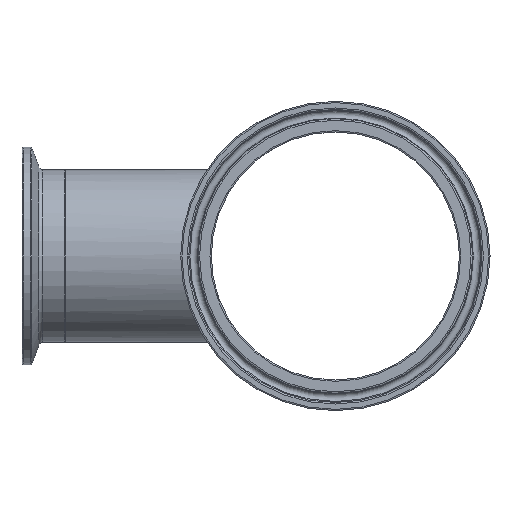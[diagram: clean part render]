
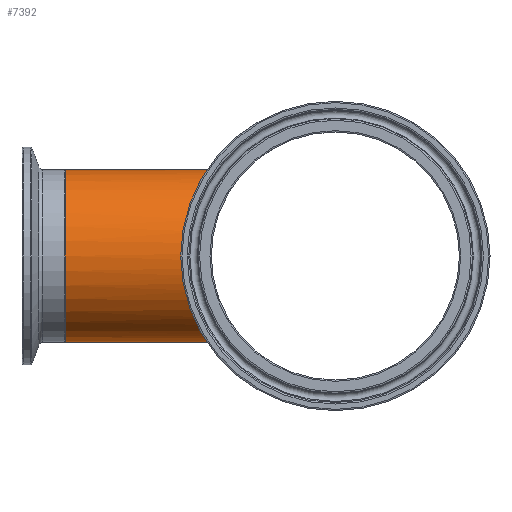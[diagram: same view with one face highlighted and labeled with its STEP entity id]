
A CAD part, left-side view. The second image highlights one B-rep face of the part: STEP entity #7392.
In plain terms, the highlighted cylindrical face has radius 25.4 mm (diameter 50.8 mm), a full revolution.
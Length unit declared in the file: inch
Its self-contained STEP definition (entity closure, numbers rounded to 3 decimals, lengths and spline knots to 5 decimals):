
#210=FACE_BOUND('',#1445,.T.);
#982=FACE_OUTER_BOUND('',#1444,.T.);
#1444=EDGE_LOOP('',(#6856));
#1445=EDGE_LOOP('',(#6857));
#1921=B_SPLINE_CURVE_WITH_KNOTS('',3,(#16136,#16137,#16138,#16139,#16140,
#16141,#16142,#16143,#16144,#16145,#16146,#16147,#16148,#16149,#16150,#16151,
#16152,#16153,#16154,#16155,#16156,#16157,#16158,#16159,#16160),
 .UNSPECIFIED.,.T.,.F.,(4,1,1,1,1,1,1,1,1,1,1,1,1,1,1,1,1,1,1,1,1,1,4),
(0.,0.56948,1.13896,2.27791,2.84739,
3.41687,3.98635,4.55583,5.31513,6.07444,
6.83374,7.59305,8.35235,9.11165,9.87096,
10.63026,11.38957,12.14887,12.90818,13.66748,
14.80644,15.37592,15.9454),.UNSPECIFIED.);
#3001=CIRCLE('',#7805,1.);
#3729=VERTEX_POINT('',#16004);
#3731=VERTEX_POINT('',#16134);
#4791=EDGE_CURVE('',#3729,#3729,#3001,.T.);
#4794=EDGE_CURVE('',#3731,#3731,#1921,.T.);
#6856=ORIENTED_EDGE('',*,*,#4791,.T.);
#6857=ORIENTED_EDGE('',*,*,#4794,.F.);
#7009=CYLINDRICAL_SURFACE('',#7809,1.);
#7392=ADVANCED_FACE('',(#982,#210),#7009,.T.);
#7805=AXIS2_PLACEMENT_3D('',#16005,#9106,#9107);
#7809=AXIS2_PLACEMENT_3D('',#16161,#9114,#9115);
#9106=DIRECTION('center_axis',(0.,-1.,0.));
#9107=DIRECTION('ref_axis',(1.,0.,0.));
#9114=DIRECTION('center_axis',(0.,-1.,0.));
#9115=DIRECTION('ref_axis',(1.,0.,0.));
#16004=CARTESIAN_POINT('',(-1.,3.125,0.));
#16005=CARTESIAN_POINT('Origin',(0.,3.125,0.));
#16134=CARTESIAN_POINT('',(0.,1.14564,1.));
#16136=CARTESIAN_POINT('Ctrl Pts',(0.,1.14562,
1.00001));
#16137=CARTESIAN_POINT('Ctrl Pts',(-0.07756,1.14562,
1.00001));
#16138=CARTESIAN_POINT('Ctrl Pts',(-0.23268,1.16412,
0.98164));
#16139=CARTESIAN_POINT('Ctrl Pts',(-0.51473,1.25764,0.87912));
#16140=CARTESIAN_POINT('Ctrl Pts',(-0.74301,1.38812,
0.69645));
#16141=CARTESIAN_POINT('Ctrl Pts',(-0.90353,1.49386,
0.44789));
#16142=CARTESIAN_POINT('Ctrl Pts',(-0.9817,1.54924,
0.23271));
#16143=CARTESIAN_POINT('Ctrl Pts',(-1.00917,1.56915,0.00005));
#16144=CARTESIAN_POINT('Ctrl Pts',(-0.97865,1.54699,
-0.25876));
#16145=CARTESIAN_POINT('Ctrl Pts',(-0.87271,1.47221,
-0.5176));
#16146=CARTESIAN_POINT('Ctrl Pts',(-0.68752,1.35433,
-0.74502));
#16147=CARTESIAN_POINT('Ctrl Pts',(-0.4481,1.23195,
-0.90987));
#16148=CARTESIAN_POINT('Ctrl Pts',(-0.1589,1.14219,
-1.00377));
#16149=CARTESIAN_POINT('Ctrl Pts',(0.15892,1.14219,-1.00377));
#16150=CARTESIAN_POINT('Ctrl Pts',(0.44812,1.23194,-0.90986));
#16151=CARTESIAN_POINT('Ctrl Pts',(0.68754,1.35435,-0.74502));
#16152=CARTESIAN_POINT('Ctrl Pts',(0.87268,1.47219,-0.51756));
#16153=CARTESIAN_POINT('Ctrl Pts',(0.98839,1.55385,-0.23524));
#16154=CARTESIAN_POINT('Ctrl Pts',(1.01333,1.57232,0.07947));
#16155=CARTESIAN_POINT('Ctrl Pts',(0.94055,1.51929,0.3825));
#16156=CARTESIAN_POINT('Ctrl Pts',(0.762,1.39889,0.68136));
#16157=CARTESIAN_POINT('Ctrl Pts',(0.51474,1.25769,0.87907));
#16158=CARTESIAN_POINT('Ctrl Pts',(0.23268,1.16411,0.98165));
#16159=CARTESIAN_POINT('Ctrl Pts',(0.07756,1.14562,
1.00001));
#16160=CARTESIAN_POINT('Ctrl Pts',(0.,1.14562,
1.00001));
#16161=CARTESIAN_POINT('Origin',(0.,3.125,0.));
